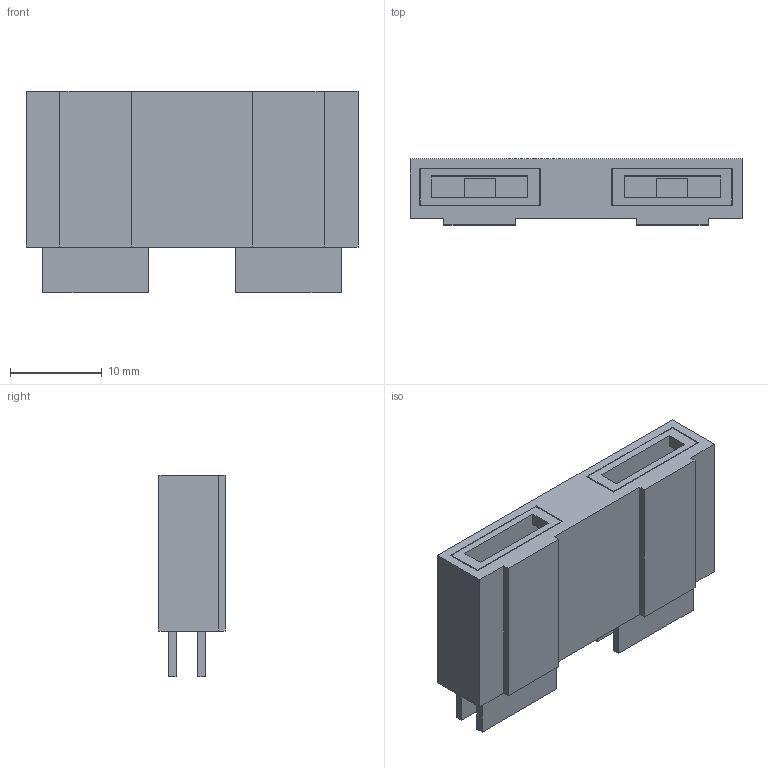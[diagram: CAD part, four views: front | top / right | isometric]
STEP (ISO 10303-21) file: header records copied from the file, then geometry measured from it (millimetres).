
FILE_DESCRIPTION (( 'STEP AP214' ), '1' );
FILE_NAME ('S92726-F01_Monoblock_Components.STEP', '2025-01-28T15:07:21', ( '' ), ( '' ), 'SwSTEP 2.0', 'SolidWorks 2023', '' );
FILE_SCHEMA (( 'AUTOMOTIVE_DESIGN' ));
Length unit declared in the file: millimetre
Products named in the file (3): K99362-C_Monoblock; S92726-F01_Monoblock_Components; K00845-F
Assembly tree (3 placements, depth 2):
  S92726-F01_Monoblock_Components
    K00845-F
    K99362-C_Monoblock  x2
Bounding box: 36.2 x 7.2 x 22 mm (x, y, z)
Volume: 3453.2 mm3; surface area: 5714.3 mm2
Topology: 3 solids, 3 shells, 84 faces, 240 edges, 160 vertices
Faces by surface type: plane 84
Entity records: 1988 total; most frequent: CARTESIAN_POINT 344, ORIENTED_EDGE 336, DIRECTION 296, EDGE_CURVE 168, VECTOR 168, LINE 168, VERTEX_POINT 112, EDGE_LOOP 66
